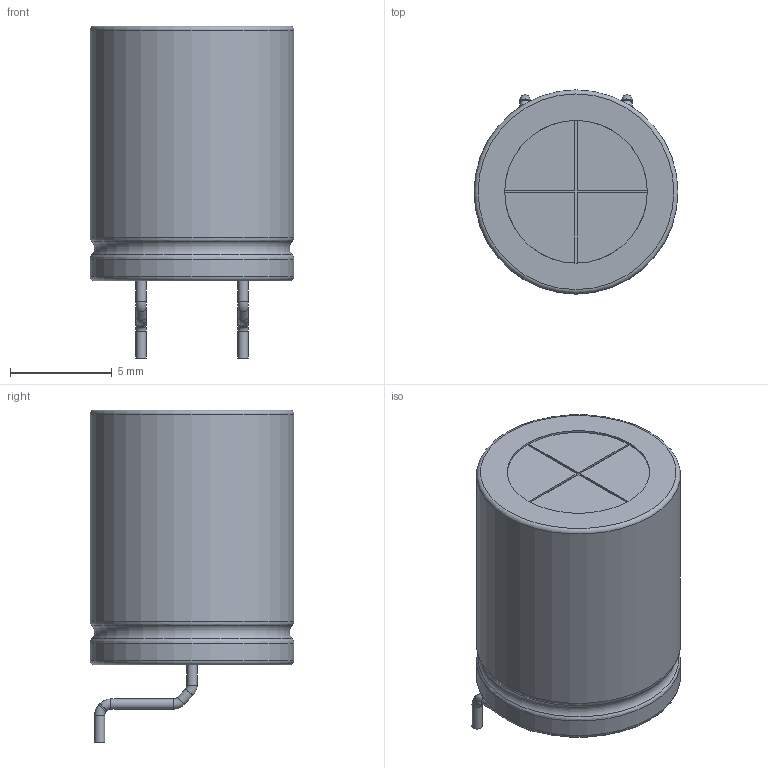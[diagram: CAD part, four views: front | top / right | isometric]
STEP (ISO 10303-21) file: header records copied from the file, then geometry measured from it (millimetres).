
FILE_DESCRIPTION(/* description */ ('model of C_Radial_D10.0mm_H12.5mm_P5.00mm'),/* implementation_level */ '2;1');
FILE_NAME(/* name */ 'C_Radial_D10.0mm_H12.5mm_P5.00mm.step',/* time_stamp */ '2025-04-24T00:03:45+02:00',/* author */ (''),/* organization */ (''),/* preprocessor_version */ 'ST-DEVELOPER v20.1',/* originating_system */ 'Autodesk Translation Framework v14.4.0.0',/* authorisation */ '');
FILE_SCHEMA (('AUTOMOTIVE_DESIGN { 1 0 10303 214 3 1 1 }'));
Length unit declared in the file: millimetre
Products named in the file (1): C_Radial_D100mm_H125mm_P500mm
Bounding box: 10 x 10 x 16.29 mm (x, y, z)
Volume: 964.9 mm3; surface area: 660.1 mm2
Topology: 3 solids, 4 shells, 50 faces, 118 edges, 78 vertices
Faces by surface type: plane 22, cylinder 15, torus 11, bspline 2
Full cylindrical faces by diameter (mm): 0.5 x10, 7 x3, 10 x2
Entity records: 1623 total; most frequent: CARTESIAN_POINT 329, DIRECTION 291, ORIENTED_EDGE 236, AXIS2_PLACEMENT_3D 124, EDGE_CURVE 118, VERTEX_POINT 78, CIRCLE 75, EDGE_LOOP 52
